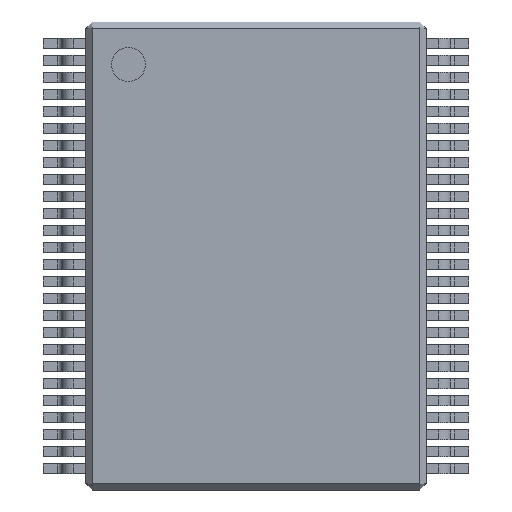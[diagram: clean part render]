
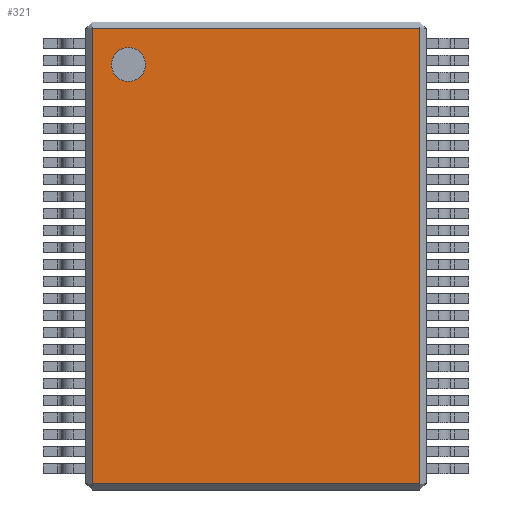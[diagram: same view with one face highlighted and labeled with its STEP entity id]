
A CAD part, top view. The second image highlights one B-rep face of the part: STEP entity #321.
In plain terms, the highlighted planar face has unit normal (0, 0, 1).
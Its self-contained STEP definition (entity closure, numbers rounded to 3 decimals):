
#13=DIRECTION('',(0.,0.,1.));
#14=DIRECTION('',(1.,0.,0.));
#115=VECTOR('',#116,1.);
#116=DIRECTION('',(0.,1.,0.));
#190=VERTEX_POINT('',#191);
#191=CARTESIAN_POINT('',(-3.85,-5.35,1.2));
#199=VERTEX_POINT('',#200);
#200=CARTESIAN_POINT('',(-3.85,5.35,1.2));
#205=ORIENTED_EDGE('',*,*,#206,.F.);
#206=EDGE_CURVE('',#190,#199,#207,.T.);
#207=LINE('',#208,#115);
#208=CARTESIAN_POINT('',(-3.85,-5.5,1.2));
#278=VECTOR('',#14,1.);
#321=ADVANCED_FACE('',(#322,#340),#349,.T.);
#322=FACE_BOUND('',#323,.T.);
#323=EDGE_LOOP('',(#205,#324,#330,#336));
#324=ORIENTED_EDGE('',*,*,#325,.T.);
#325=EDGE_CURVE('',#190,#326,#328,.T.);
#326=VERTEX_POINT('',#327);
#327=CARTESIAN_POINT('',(3.85,-5.35,1.2));
#328=LINE('',#329,#278);
#329=CARTESIAN_POINT('',(-4.,-5.35,1.2));
#330=ORIENTED_EDGE('',*,*,#331,.T.);
#331=EDGE_CURVE('',#326,#332,#334,.T.);
#332=VERTEX_POINT('',#333);
#333=CARTESIAN_POINT('',(3.85,5.35,1.2));
#334=LINE('',#335,#115);
#335=CARTESIAN_POINT('',(3.85,-5.5,1.2));
#336=ORIENTED_EDGE('',*,*,#337,.F.);
#337=EDGE_CURVE('',#199,#332,#338,.T.);
#338=LINE('',#339,#278);
#339=CARTESIAN_POINT('',(-4.,5.35,1.2));
#340=FACE_BOUND('',#341,.T.);
#341=EDGE_LOOP('',(#342));
#342=ORIENTED_EDGE('',*,*,#343,.F.);
#343=EDGE_CURVE('',#344,#344,#346,.T.);
#344=VERTEX_POINT('',#345);
#345=CARTESIAN_POINT('',(-2.6,4.5,1.2));
#346=CIRCLE('',#347,0.4);
#347=AXIS2_PLACEMENT_3D('',#348,#13,#14);
#348=CARTESIAN_POINT('',(-3.,4.5,1.2));
#349=PLANE('',#350);
#350=AXIS2_PLACEMENT_3D('',#351,#13,#14);
#351=CARTESIAN_POINT('',(-4.,-5.5,1.2));
